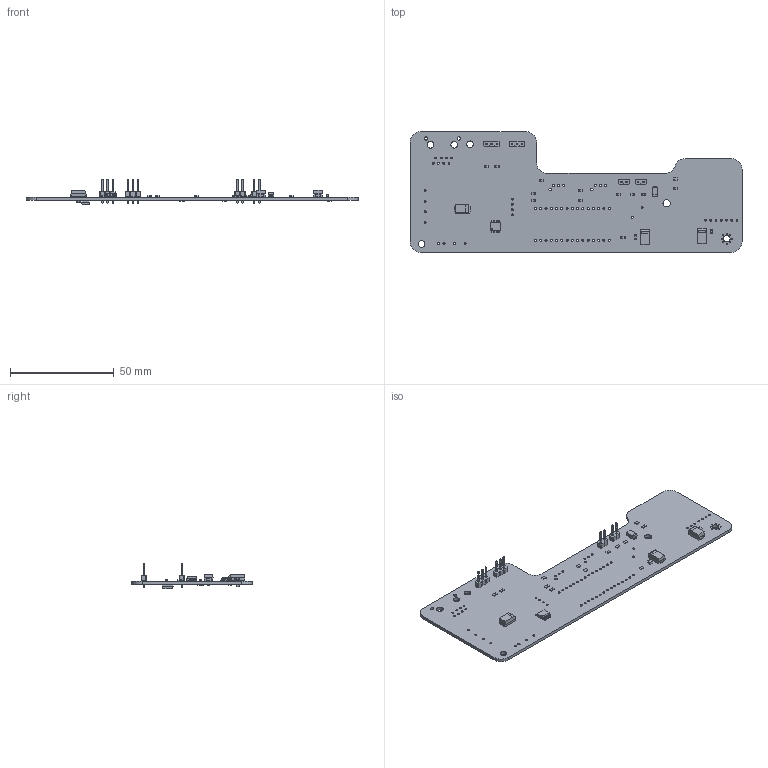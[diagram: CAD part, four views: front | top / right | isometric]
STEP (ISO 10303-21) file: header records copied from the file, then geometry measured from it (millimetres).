
FILE_DESCRIPTION(('KiCad electronic assembly'),'2;1');
FILE_NAME('pump_controller.step','2025-05-02T17:04:25',('Pcbnew'),( 'Kicad'),'Open CASCADE STEP processor 7.8','KiCad to STEP converter' ,'Unknown');
FILE_SCHEMA(('AUTOMOTIVE_DESIGN { 1 0 10303 214 1 1 1 1 }'));
Length unit declared in the file: millimetre
Products named in the file (10): pump_controller 1; PinHeader_1x02_P2.54mm_Vertical; PinHeader_1x03_P2.54mm_Vertical; R_0805_2012Metric; SOIC-8_3.9x4.9mm_P1.27mm; CP_EIA-7343-31_Kemet-D; C_0805_2012Metric; D_SMA; D_SMB; pump_controller_PCB
Assembly tree (31 placements, depth 2):
  pump_controller 1
    PinHeader_1x02_P2.54mm_Vertical  x2
    PinHeader_1x03_P2.54mm_Vertical  x2
    R_0805_2012Metric  x17
    SOIC-8_3.9x4.9mm_P1.27mm
    CP_EIA-7343-31_Kemet-D  x3
    C_0805_2012Metric  x3
    D_SMA
    D_SMB
    pump_controller_PCB
Bounding box: 160 x 58 x 12.37 mm (x, y, z)
Volume: 11742.3 mm3; surface area: 17253.4 mm2
Topology: 31 solids, 31 shells, 1268 faces, 3281 edges, 2110 vertices
Faces by surface type: plane 860, cylinder 329, bspline 79
Full cylindrical faces by diameter (mm): 0.5 x8, 0.6 x1, 0.9 x23, 0.95 x6, 1 x46, 1.2 x2, 1.6 x2, 3.2 x3, 3.25 x2, 3.5 x1
Entity records: 22488 total; most frequent: CARTESIAN_POINT 4492, ORIENTED_EDGE 3006, DIRECTION 2829, EDGE_CURVE 1503, LINE 1067, VECTOR 1067, VERTEX_POINT 962, AXIS2_PLACEMENT_3D 881
